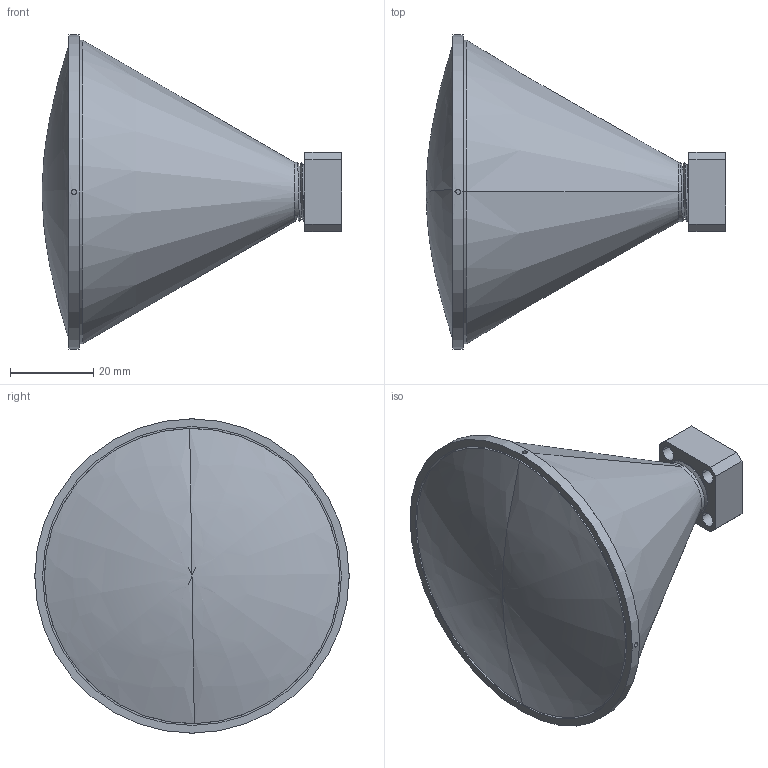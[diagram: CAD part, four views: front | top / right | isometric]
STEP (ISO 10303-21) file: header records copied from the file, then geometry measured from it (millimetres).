
FILE_DESCRIPTION (( 'STEP AP203' ), '1' );
FILE_NAME ('SAL-2432932410-315-S1.STEP', '2020-01-02T22:53:19', ( '' ), ( '' ), 'SwSTEP 2.0', 'SolidWorks 2016', '' );
FILE_SCHEMA (( 'CONFIG_CONTROL_DESIGN' ));
Length unit declared in the file: inch
Products named in the file (1): SAL-2432932410-315-S1
Bounding box: 72.11 x 75.69 x 75.69 mm (x, y, z)
Volume: 47731.8 mm3; surface area: 29631.1 mm2
Topology: 3 solids, 3 shells, 85 faces, 226 edges, 146 vertices
Faces by surface type: cylinder 53, plane 20, cone 6, bspline 6
Entity records: 4920 total; most frequent: CARTESIAN_POINT 2816, ORIENTED_EDGE 444, DIRECTION 393, EDGE_CURVE 222, AXIS2_PLACEMENT_3D 153, VERTEX_POINT 146, EDGE_LOOP 108, LINE 87
